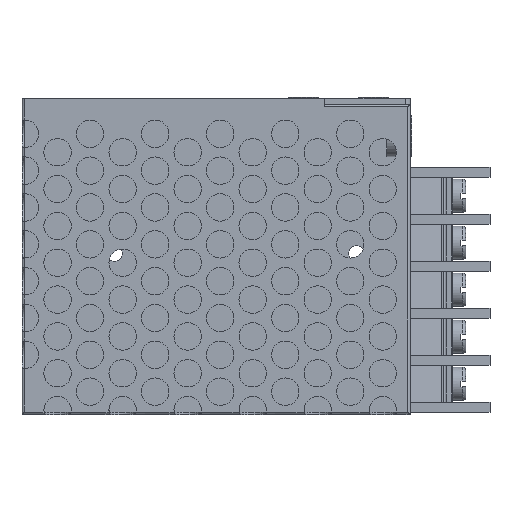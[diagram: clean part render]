
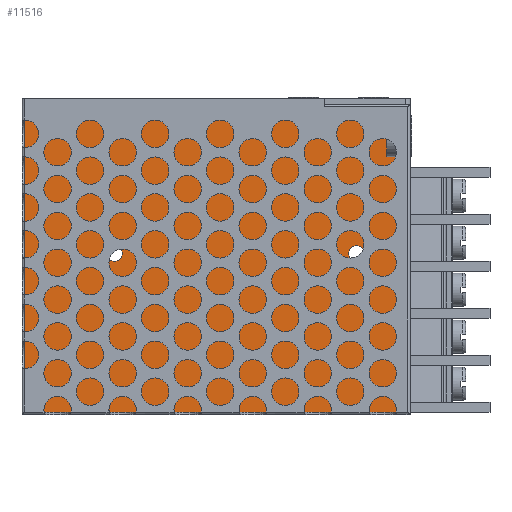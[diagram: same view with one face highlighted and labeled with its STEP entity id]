
A CAD part, top view. The second image highlights one B-rep face of the part: STEP entity #11516.
In plain terms, the highlighted planar face has unit normal (0, 0, 1).
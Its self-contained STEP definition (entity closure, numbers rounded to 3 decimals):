
#503=FACE_BOUND('',#2385,.T.);
#504=FACE_BOUND('',#2386,.T.);
#744=PLANE('',#12989);
#1482=FACE_OUTER_BOUND('',#2384,.T.);
#2384=EDGE_LOOP('',(#10246,#10247,#10248,#10249));
#2385=EDGE_LOOP('',(#10250));
#2386=EDGE_LOOP('',(#10251));
#3222=LINE('',#19624,#4164);
#3226=LINE('',#19632,#4168);
#3227=LINE('',#19634,#4169);
#3228=LINE('',#19635,#4170);
#4164=VECTOR('',#16087,25.27);
#4168=VECTOR('',#16093,25.27);
#4169=VECTOR('',#16094,25.27);
#4170=VECTOR('',#16095,25.27);
#4878=CIRCLE('',#12983,1.264);
#4880=CIRCLE('',#12986,1.264);
#5781=VERTEX_POINT('',#19610);
#5783=VERTEX_POINT('',#19616);
#5785=VERTEX_POINT('',#19622);
#5786=VERTEX_POINT('',#19623);
#5789=VERTEX_POINT('',#19631);
#5790=VERTEX_POINT('',#19633);
#7292=EDGE_CURVE('',#5781,#5781,#4878,.T.);
#7295=EDGE_CURVE('',#5783,#5783,#4880,.T.);
#7298=EDGE_CURVE('',#5785,#5786,#3222,.T.);
#7302=EDGE_CURVE('',#5789,#5786,#3226,.T.);
#7303=EDGE_CURVE('',#5790,#5789,#3227,.T.);
#7304=EDGE_CURVE('',#5790,#5785,#3228,.T.);
#10246=ORIENTED_EDGE('',*,*,#7298,.T.);
#10247=ORIENTED_EDGE('',*,*,#7302,.F.);
#10248=ORIENTED_EDGE('',*,*,#7303,.F.);
#10249=ORIENTED_EDGE('',*,*,#7304,.T.);
#10250=ORIENTED_EDGE('',*,*,#7295,.T.);
#10251=ORIENTED_EDGE('',*,*,#7292,.T.);
#11516=ADVANCED_FACE('',(#1482,#503,#504),#744,.T.);
#12983=AXIS2_PLACEMENT_3D('',#19611,#16073,#16074);
#12986=AXIS2_PLACEMENT_3D('',#19617,#16080,#16081);
#12989=AXIS2_PLACEMENT_3D('',#19630,#16091,#16092);
#16073=DIRECTION('center_axis',(0.,0.,-1.));
#16074=DIRECTION('ref_axis',(1.,0.,0.));
#16080=DIRECTION('center_axis',(0.,0.,-1.));
#16081=DIRECTION('ref_axis',(1.,0.,0.));
#16087=DIRECTION('',(1.,0.,0.));
#16091=DIRECTION('center_axis',(0.,0.,1.));
#16092=DIRECTION('ref_axis',(1.,0.,0.));
#16093=DIRECTION('',(0.,-1.,0.));
#16094=DIRECTION('',(1.,0.,0.));
#16095=DIRECTION('',(0.,-1.,0.));
#19610=CARTESIAN_POINT('',(-17.422,-1.197,-25.444));
#19611=CARTESIAN_POINT('Origin',(-16.159,-1.197,-25.444));
#19616=CARTESIAN_POINT('',(21.595,-1.197,-25.444));
#19617=CARTESIAN_POINT('Origin',(22.858,-1.197,-25.444));
#19622=CARTESIAN_POINT('',(-30.714,-26.795,-25.444));
#19623=CARTESIAN_POINT('',(31.5,-26.795,-25.444));
#19624=CARTESIAN_POINT('',(-15.255,-26.795,-25.444));
#19630=CARTESIAN_POINT('Origin',(0.203,-1.677,-25.444));
#19631=CARTESIAN_POINT('',(31.5,22.81,-25.444));
#19632=CARTESIAN_POINT('',(31.5,23.82,-25.444));
#19633=CARTESIAN_POINT('',(-30.714,22.81,-25.444));
#19634=CARTESIAN_POINT('',(15.852,22.81,-25.444));
#19635=CARTESIAN_POINT('',(-30.714,11.072,-25.444));
